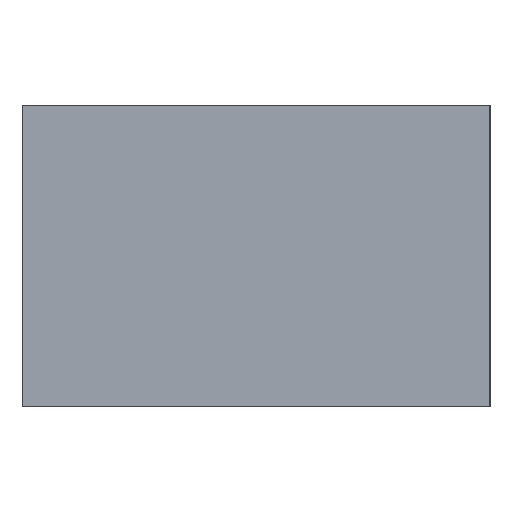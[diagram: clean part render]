
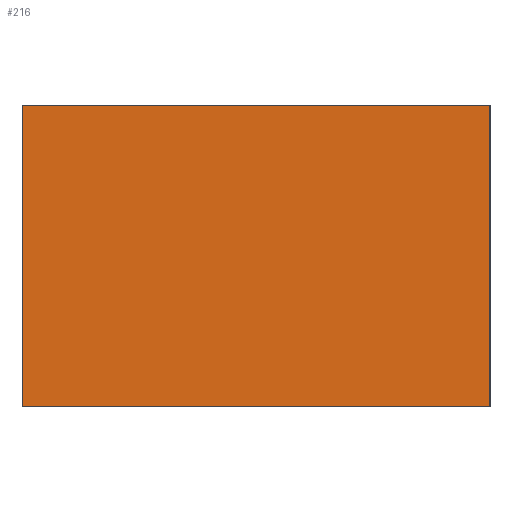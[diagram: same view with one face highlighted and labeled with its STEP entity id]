
A CAD part, left-side view. The second image highlights one B-rep face of the part: STEP entity #216.
In plain terms, the highlighted planar face has unit normal (-1, 0, 0).
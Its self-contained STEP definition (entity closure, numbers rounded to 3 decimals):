
#33=FACE_OUTER_BOUND('',#46,.T.);
#46=EDGE_LOOP('',(#185,#186,#187,#188));
#52=LINE('',#1083,#66);
#60=LINE('',#1098,#74);
#61=LINE('',#1100,#75);
#62=LINE('',#1101,#76);
#66=VECTOR('',#256,10.);
#74=VECTOR('',#268,10.);
#75=VECTOR('',#271,10.);
#76=VECTOR('',#272,10.);
#103=VERTEX_POINT('',#1080);
#104=VERTEX_POINT('',#1082);
#108=VERTEX_POINT('',#1094);
#109=VERTEX_POINT('',#1096);
#128=EDGE_CURVE('',#103,#104,#52,.T.);
#136=EDGE_CURVE('',#108,#109,#60,.T.);
#137=EDGE_CURVE('',#103,#108,#61,.T.);
#138=EDGE_CURVE('',#104,#109,#62,.T.);
#185=ORIENTED_EDGE('',*,*,#137,.T.);
#186=ORIENTED_EDGE('',*,*,#136,.T.);
#187=ORIENTED_EDGE('',*,*,#138,.F.);
#188=ORIENTED_EDGE('',*,*,#128,.F.);
#203=PLANE('',#240);
#216=ADVANCED_FACE('',(#33),#203,.T.);
#240=AXIS2_PLACEMENT_3D('',#1099,#269,#270);
#256=DIRECTION('',(0.,0.,1.));
#268=DIRECTION('',(0.,0.,1.));
#269=DIRECTION('center_axis',(-1.,0.,0.));
#270=DIRECTION('ref_axis',(0.,-1.,0.));
#271=DIRECTION('',(0.,-1.,0.));
#272=DIRECTION('',(0.,-1.,0.));
#1080=CARTESIAN_POINT('',(0.,310.,0.));
#1082=CARTESIAN_POINT('',(0.,310.,200.));
#1083=CARTESIAN_POINT('',(0.,310.,0.));
#1094=CARTESIAN_POINT('',(0.,0.,0.));
#1096=CARTESIAN_POINT('',(0.,0.,200.));
#1098=CARTESIAN_POINT('',(0.,0.,0.));
#1099=CARTESIAN_POINT('Origin',(0.,310.,0.));
#1100=CARTESIAN_POINT('',(0.,310.,0.));
#1101=CARTESIAN_POINT('',(0.,310.,200.));
